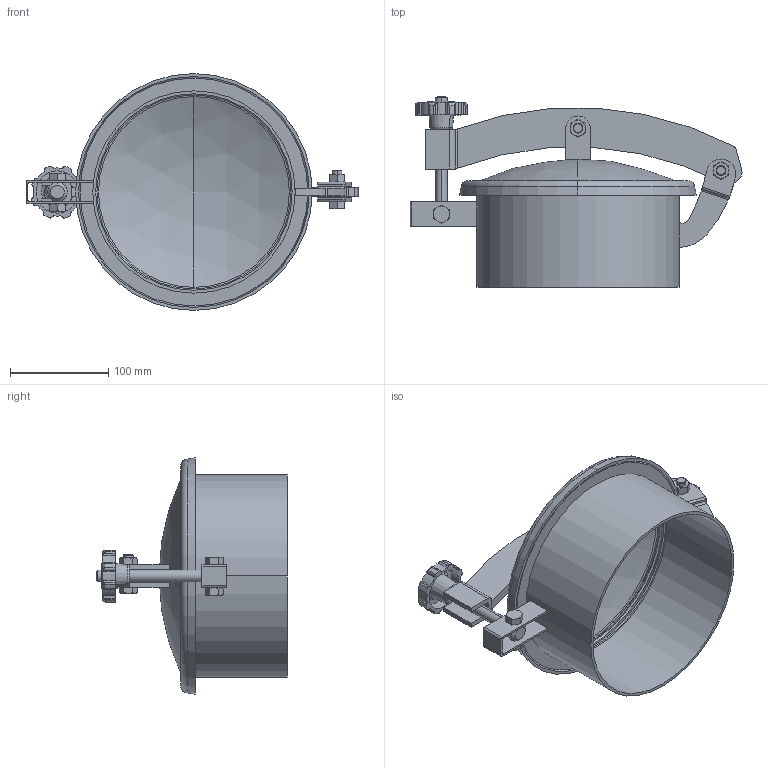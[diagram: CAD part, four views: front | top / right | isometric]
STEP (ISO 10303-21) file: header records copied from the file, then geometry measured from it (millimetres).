
FILE_DESCRIPTION (( 'STEP AP203' ), '1' );
FILE_NAME ('porte complete p31-200 boyer.STEP', '2010-04-12T13:43:05', ( 'BE' ), ( 'BOYER SA' ), 'SwSTEP 2.0', 'SolidWorks 2008', '' );
FILE_SCHEMA (( 'CONFIG_CONTROL_DESIGN' ));
Length unit declared in the file: millimetre
Products named in the file (14): portilon complet_Défaut; potillon 31 200_Défaut; Vis H M12_Vis H M12 Lg 45; écrou_H10_écrou h M12; cadre complet_Défaut; porte complete p31-200 boyer; cadre 31 200_Défaut; pabo 31 200_Défaut; u cadre_Défaut; joint cavalier 31 200_Défaut; u central bras 31 200_Défaut; bras 31 200_Défaut; goujon m12 115x75_Défaut; volant p33-300_Défaut
Assembly tree (17 placements, depth 3):
  porte complete p31-200 boyer
    écrou_H10_écrou h M12  x3
    Vis H M12_Vis H M12 Lg 45  x3
    cadre complet_Défaut
      u cadre_Défaut
      cadre 31 200_Défaut
      joint cavalier 31 200_Défaut
      pabo 31 200_Défaut
    bras 31 200_Défaut
    goujon m12 115x75_Défaut
    volant p33-300_Défaut
    portilon complet_Défaut
      potillon 31 200_Défaut
      u central bras 31 200_Défaut
Bounding box: 338.05 x 194.36 x 241.03 mm (x, y, z)
Volume: 676741.2 mm3; surface area: 385292.8 mm2
Topology: 15 solids, 15 shells, 365 faces, 903 edges, 577 vertices
Faces by surface type: cylinder 137, plane 108, cone 58, torus 32, sphere 30
Entity records: 10790 total; most frequent: CARTESIAN_POINT 2316, DIRECTION 1534, ORIENTED_EDGE 1406, EDGE_CURVE 703, AXIS2_PLACEMENT_3D 637, VERTEX_POINT 453, CIRCLE 336, EDGE_LOOP 312
